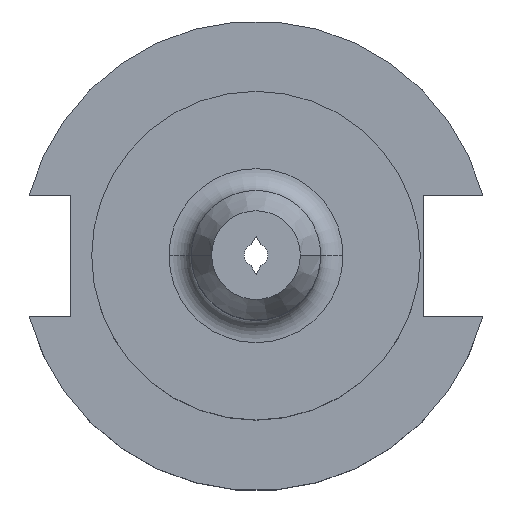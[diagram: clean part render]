
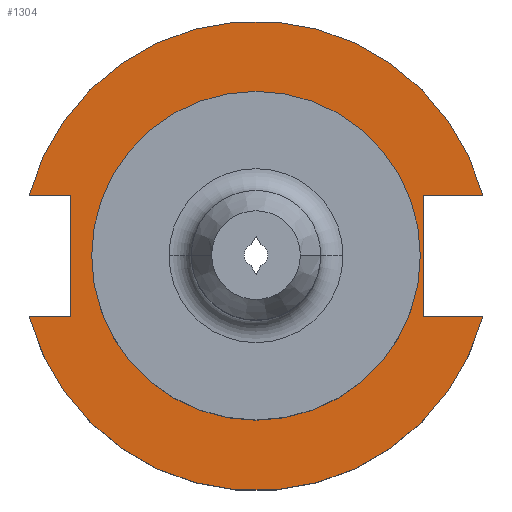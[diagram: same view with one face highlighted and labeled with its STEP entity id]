
A CAD part, top view. The second image highlights one B-rep face of the part: STEP entity #1304.
In plain terms, the highlighted planar face has unit normal (0, 0, 1).
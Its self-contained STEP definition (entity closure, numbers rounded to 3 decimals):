
#33 = DIRECTION ( 'NONE',  ( 1., 0., 0. ) ) ;
#84 = ORIENTED_EDGE ( 'NONE', *, *, #231, .F. ) ;
#101 = CIRCLE ( 'NONE', #1733, 22.225 ) ;
#106 = DIRECTION ( 'NONE',  ( 1., 0., 0. ) ) ;
#112 = EDGE_CURVE ( 'NONE', #1675, #373, #1764, .T. ) ;
#122 = LINE ( 'NONE', #1261, #929 ) ;
#128 = VECTOR ( 'NONE', #1094, 1000. ) ;
#144 = DIRECTION ( 'NONE',  ( 1., 0., 0. ) ) ;
#145 = CIRCLE ( 'NONE', #1501, 31.75 ) ;
#175 = CARTESIAN_POINT ( 'NONE',  ( 0., 22.225, 19.05 ) ) ;
#205 = EDGE_LOOP ( 'NONE', ( #1208, #1488, #1773, #396, #457, #84, #1317, #1452 ) ) ;
#207 = VERTEX_POINT ( 'NONE', #427 ) ;
#214 = CARTESIAN_POINT ( 'NONE',  ( 0., 0., 19.05 ) ) ;
#218 = EDGE_CURVE ( 'NONE', #1534, #1699, #122, .T. ) ;
#231 = EDGE_CURVE ( 'NONE', #1658, #1167, #1141, .T. ) ;
#244 = CARTESIAN_POINT ( 'NONE',  ( 0., 0., 19.05 ) ) ;
#252 = DIRECTION ( 'NONE',  ( 0., 0., 1. ) ) ;
#288 = ORIENTED_EDGE ( 'NONE', *, *, #1006, .F. ) ;
#289 = DIRECTION ( 'NONE',  ( 1., 0., 0. ) ) ;
#310 = CARTESIAN_POINT ( 'NONE',  ( -61.091, -8.191, 19.05 ) ) ;
#332 = LINE ( 'NONE', #1134, #752 ) ;
#363 = VERTEX_POINT ( 'NONE', #1194 ) ;
#373 = VERTEX_POINT ( 'NONE', #1186 ) ;
#387 = DIRECTION ( 'NONE',  ( 0., 0., 1. ) ) ;
#396 = ORIENTED_EDGE ( 'NONE', *, *, #704, .F. ) ;
#403 = CARTESIAN_POINT ( 'NONE',  ( -30.675, 8.191, 19.05 ) ) ;
#427 = CARTESIAN_POINT ( 'NONE',  ( 22.606, -8.191, 19.05 ) ) ;
#457 = ORIENTED_EDGE ( 'NONE', *, *, #792, .T. ) ;
#517 = EDGE_CURVE ( 'NONE', #1658, #1731, #145, .T. ) ;
#525 = EDGE_CURVE ( 'NONE', #1731, #1534, #1327, .T. ) ;
#569 = AXIS2_PLACEMENT_3D ( 'NONE', #733, #876, #33 ) ;
#673 = AXIS2_PLACEMENT_3D ( 'NONE', #1837, #1423, #289 ) ;
#694 = FACE_OUTER_BOUND ( 'NONE', #205, .T. ) ;
#704 = EDGE_CURVE ( 'NONE', #207, #1251, #1544, .T. ) ;
#716 = DIRECTION ( 'NONE',  ( 0., 0., -1. ) ) ;
#733 = CARTESIAN_POINT ( 'NONE',  ( 0., 0., 19.05 ) ) ;
#740 = CARTESIAN_POINT ( 'NONE',  ( 30.675, -8.191, 19.05 ) ) ;
#752 = VECTOR ( 'NONE', #1128, 1000. ) ;
#777 = CIRCLE ( 'NONE', #569, 31.75 ) ;
#792 = EDGE_CURVE ( 'NONE', #207, #1167, #332, .T. ) ;
#876 = DIRECTION ( 'NONE',  ( 0., 0., 1. ) ) ;
#910 = VECTOR ( 'NONE', #1087, 1000. ) ;
#929 = VECTOR ( 'NONE', #1418, 1000. ) ;
#942 = CARTESIAN_POINT ( 'NONE',  ( -25.091, -8.191, 19.05 ) ) ;
#977 = CARTESIAN_POINT ( 'NONE',  ( 0., 8.191, 19.05 ) ) ;
#1006 = EDGE_CURVE ( 'NONE', #373, #1675, #101, .T. ) ;
#1087 = DIRECTION ( 'NONE',  ( 1., 0., 0. ) ) ;
#1094 = DIRECTION ( 'NONE',  ( 1., 0., 0. ) ) ;
#1128 = DIRECTION ( 'NONE',  ( 0., 1., 0. ) ) ;
#1134 = CARTESIAN_POINT ( 'NONE',  ( 22.606, 22.225, 19.05 ) ) ;
#1141 = LINE ( 'NONE', #977, #1380 ) ;
#1144 = DIRECTION ( 'NONE',  ( -1., 0., 0. ) ) ;
#1167 = VERTEX_POINT ( 'NONE', #1676 ) ;
#1186 = CARTESIAN_POINT ( 'NONE',  ( 22.225, 0., 19.05 ) ) ;
#1194 = CARTESIAN_POINT ( 'NONE',  ( -30.675, -8.191, 19.05 ) ) ;
#1208 = ORIENTED_EDGE ( 'NONE', *, *, #218, .T. ) ;
#1243 = CARTESIAN_POINT ( 'NONE',  ( -22.225, 0., 19.05 ) ) ;
#1251 = VERTEX_POINT ( 'NONE', #740 ) ;
#1261 = CARTESIAN_POINT ( 'NONE',  ( -25.091, 8.191, 19.05 ) ) ;
#1273 = VECTOR ( 'NONE', #144, 1000. ) ;
#1283 = EDGE_CURVE ( 'NONE', #363, #1699, #1653, .T. ) ;
#1293 = EDGE_CURVE ( 'NONE', #363, #1251, #777, .T. ) ;
#1304 = ADVANCED_FACE ( 'NONE', ( #1390, #694 ), #1728, .F. ) ;
#1317 = ORIENTED_EDGE ( 'NONE', *, *, #517, .T. ) ;
#1327 = LINE ( 'NONE', #1374, #910 ) ;
#1351 = DIRECTION ( 'NONE',  ( 1., 0., 0. ) ) ;
#1374 = CARTESIAN_POINT ( 'NONE',  ( -61.091, 8.191, 19.05 ) ) ;
#1380 = VECTOR ( 'NONE', #1144, 1000. ) ;
#1390 = FACE_BOUND ( 'NONE', #1542, .T. ) ;
#1406 = AXIS2_PLACEMENT_3D ( 'NONE', #175, #716, #1718 ) ;
#1418 = DIRECTION ( 'NONE',  ( 0., -1., 0. ) ) ;
#1423 = DIRECTION ( 'NONE',  ( 0., 0., 1. ) ) ;
#1452 = ORIENTED_EDGE ( 'NONE', *, *, #525, .T. ) ;
#1455 = ORIENTED_EDGE ( 'NONE', *, *, #112, .F. ) ;
#1488 = ORIENTED_EDGE ( 'NONE', *, *, #1283, .F. ) ;
#1501 = AXIS2_PLACEMENT_3D ( 'NONE', #244, #387, #1351 ) ;
#1534 = VERTEX_POINT ( 'NONE', #1628 ) ;
#1542 = EDGE_LOOP ( 'NONE', ( #288, #1455 ) ) ;
#1544 = LINE ( 'NONE', #1671, #128 ) ;
#1628 = CARTESIAN_POINT ( 'NONE',  ( -25.091, 8.191, 19.05 ) ) ;
#1653 = LINE ( 'NONE', #310, #1273 ) ;
#1655 = CARTESIAN_POINT ( 'NONE',  ( 30.675, 8.191, 19.05 ) ) ;
#1658 = VERTEX_POINT ( 'NONE', #1655 ) ;
#1671 = CARTESIAN_POINT ( 'NONE',  ( 0., -8.191, 19.05 ) ) ;
#1675 = VERTEX_POINT ( 'NONE', #1243 ) ;
#1676 = CARTESIAN_POINT ( 'NONE',  ( 22.606, 8.191, 19.05 ) ) ;
#1699 = VERTEX_POINT ( 'NONE', #942 ) ;
#1718 = DIRECTION ( 'NONE',  ( -1., 0., 0. ) ) ;
#1728 = PLANE ( 'NONE',  #1406 ) ;
#1731 = VERTEX_POINT ( 'NONE', #403 ) ;
#1733 = AXIS2_PLACEMENT_3D ( 'NONE', #214, #252, #106 ) ;
#1764 = CIRCLE ( 'NONE', #673, 22.225 ) ;
#1773 = ORIENTED_EDGE ( 'NONE', *, *, #1293, .T. ) ;
#1837 = CARTESIAN_POINT ( 'NONE',  ( 0., 0., 19.05 ) ) ;
